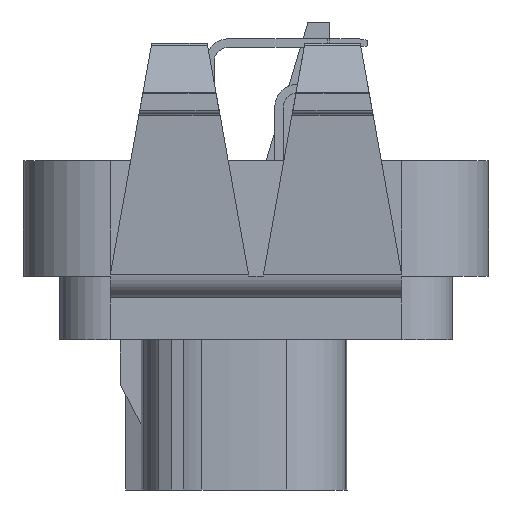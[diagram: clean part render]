
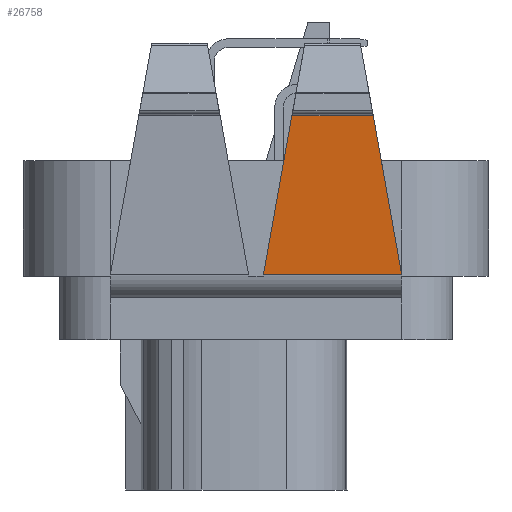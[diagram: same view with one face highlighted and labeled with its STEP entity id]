
A CAD part, left-side view. The second image highlights one B-rep face of the part: STEP entity #26758.
In plain terms, the highlighted planar face has unit normal (-0.996, 0, -0.087).
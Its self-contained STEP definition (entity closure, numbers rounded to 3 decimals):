
#314 = CARTESIAN_POINT ( 'NONE',  ( -61.863, 3.025, -4.74 ) ) ;
#371 = VECTOR ( 'NONE', #9064, 1000. ) ;
#2661 = VERTEX_POINT ( 'NONE', #11494 ) ;
#5281 = CARTESIAN_POINT ( 'NONE',  ( -61.718, -6.35, -6.404 ) ) ;
#6466 = LINE ( 'NONE', #19302, #25375 ) ;
#7206 = LINE ( 'NONE', #314, #39126 ) ;
#7466 = CARTESIAN_POINT ( 'NONE',  ( -61.718, -3.83, -6.404 ) ) ;
#9064 = DIRECTION ( 'NONE',  ( 0., 1., 0. ) ) ;
#10736 = FACE_OUTER_BOUND ( 'NONE', #26649, .T. ) ;
#11494 = CARTESIAN_POINT ( 'NONE',  ( -60.494, -6.33, -20.386 ) ) ;
#12441 = VERTEX_POINT ( 'NONE', #46583 ) ;
#12485 = EDGE_CURVE ( 'NONE', #2661, #42475, #30538, .T. ) ;
#13209 = DIRECTION ( 'NONE',  ( -0.996, 0., -0.087 ) ) ;
#15097 = EDGE_CURVE ( 'NONE', #12441, #42475, #7206, .T. ) ;
#16535 = PLANE ( 'NONE',  #26699 ) ;
#17644 = ORIENTED_EDGE ( 'NONE', *, *, #41749, .T. ) ;
#19302 = CARTESIAN_POINT ( 'NONE',  ( -61.68, -3.908, -6.837 ) ) ;
#23139 = ORIENTED_EDGE ( 'NONE', *, *, #15097, .T. ) ;
#25375 = VECTOR ( 'NONE', #41930, 1000. ) ;
#26649 = EDGE_LOOP ( 'NONE', ( #33507, #23139, #36042, #17644 ) ) ;
#26699 = AXIS2_PLACEMENT_3D ( 'NONE', #39343, #13209, #32064 ) ;
#26758 = ADVANCED_FACE ( 'NONE', ( #10736 ), #16535, .T. ) ;
#28066 = CARTESIAN_POINT ( 'NONE',  ( -60.494, -6.35, -20.386 ) ) ;
#30538 = LINE ( 'NONE', #28066, #371 ) ;
#32064 = DIRECTION ( 'NONE',  ( -0.087, 0., 0.996 ) ) ;
#33395 = EDGE_CURVE ( 'NONE', #35282, #12441, #44633, .T. ) ;
#33507 = ORIENTED_EDGE ( 'NONE', *, *, #33395, .T. ) ;
#34342 = DIRECTION ( 'NONE',  ( 0.086, 0.175, -0.981 ) ) ;
#34750 = CARTESIAN_POINT ( 'NONE',  ( -60.494, 5.822, -20.386 ) ) ;
#34870 = DIRECTION ( 'NONE',  ( 0., 1., 0. ) ) ;
#35282 = VERTEX_POINT ( 'NONE', #7466 ) ;
#35703 = VECTOR ( 'NONE', #34870, 1000. ) ;
#36042 = ORIENTED_EDGE ( 'NONE', *, *, #12485, .F. ) ;
#39126 = VECTOR ( 'NONE', #34342, 1000. ) ;
#39343 = CARTESIAN_POINT ( 'NONE',  ( -61.718, -6.35, -6.404 ) ) ;
#41749 = EDGE_CURVE ( 'NONE', #2661, #35282, #6466, .T. ) ;
#41930 = DIRECTION ( 'NONE',  ( -0.086, 0.175, 0.981 ) ) ;
#42475 = VERTEX_POINT ( 'NONE', #34750 ) ;
#44633 = LINE ( 'NONE', #5281, #35703 ) ;
#46583 = CARTESIAN_POINT ( 'NONE',  ( -61.718, 3.322, -6.404 ) ) ;
